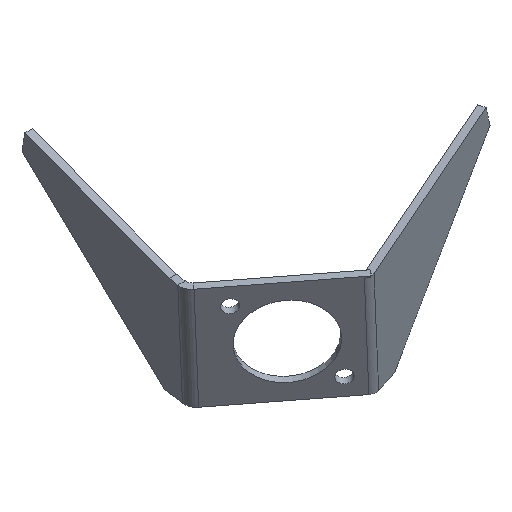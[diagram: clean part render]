
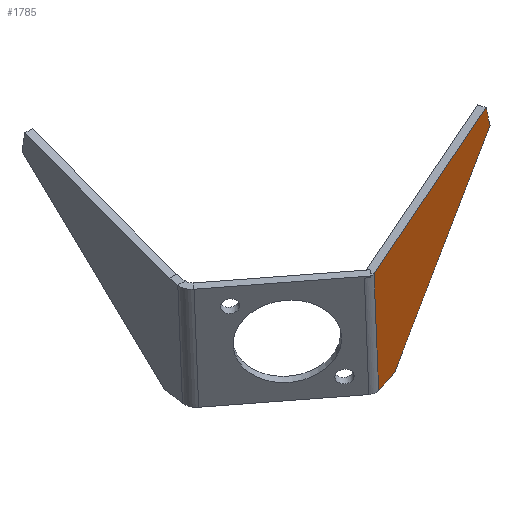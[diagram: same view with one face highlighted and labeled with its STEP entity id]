
A CAD part, top view. The second image highlights one B-rep face of the part: STEP entity #1785.
In plain terms, the highlighted planar face has unit normal (0.862, -0.315, 0.399).
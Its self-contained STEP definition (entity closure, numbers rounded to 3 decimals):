
#259 = CYLINDRICAL_SURFACE('',#260,6.5);
#260 = AXIS2_PLACEMENT_3D('',#261,#262,#263);
#261 = CARTESIAN_POINT('',(43.92,11.599,
    28.627));
#262 = DIRECTION('',(0.03,-0.753,-0.658
    ));
#263 = DIRECTION('',(0.862,-0.315,0.398));
#1561 = VERTEX_POINT('',#1562);
#1562 = CARTESIAN_POINT('',(51.908,-51.314,
    -21.984));
#1671 = PLANE('',#1672);
#1672 = AXIS2_PLACEMENT_3D('',#1673,#1674,#1675);
#1673 = CARTESIAN_POINT('',(53.966,-45.719,
    -28.292));
#1674 = DIRECTION('',(0.03,-0.753,
    -0.658));
#1675 = DIRECTION('',(0.507,0.579,-0.639));
#1686 = EDGE_CURVE('',#1687,#1561,#1689,.T.);
#1687 = VERTEX_POINT('',#1688);
#1688 = CARTESIAN_POINT('',(49.518,9.553,
    31.223));
#1689 = SURFACE_CURVE('',#1690,(#1694,#1723),.PCURVE_S1.);
#1690 = LINE('',#1691,#1692);
#1691 = CARTESIAN_POINT('',(49.518,9.553,
    31.222));
#1692 = VECTOR('',#1693,1.);
#1693 = DIRECTION('',(0.03,-0.753,
    -0.658));
#1694 = PCURVE('',#259,#1695);
#1695 = DEFINITIONAL_REPRESENTATION('',(#1696),#1722);
#1696 = B_SPLINE_CURVE_WITH_KNOTS('',3,(#1697,#1698,#1699,#1700,#1701,
    #1702,#1703,#1704,#1705,#1706,#1707,#1708,#1709,#1710,#1711,#1712,
    #1713,#1714,#1715,#1716,#1717,#1718,#1719,#1720,#1721),
  .UNSPECIFIED.,.F.,.F.,(4,1,1,1,1,1,1,1,1,1,1,1,1,1,1,1,1,1,1,1,1,1,4),
  (-0.001,3.676,7.352,11.028,
    14.705,18.381,22.057,25.734,
    29.41,33.086,36.763,40.439,
    44.115,47.792,51.468,55.144,
    58.821,62.497,66.173,69.85,
    73.526,77.202,80.878),.UNSPECIFIED.);
#1697 = CARTESIAN_POINT('',(0.001,-0.003));
#1698 = CARTESIAN_POINT('',(0.001,1.223));
#1699 = CARTESIAN_POINT('',(0.001,3.674));
#1700 = CARTESIAN_POINT('',(0.001,7.35));
#1701 = CARTESIAN_POINT('',(0.001,11.026));
#1702 = CARTESIAN_POINT('',(0.001,14.703));
#1703 = CARTESIAN_POINT('',(0.001,18.379));
#1704 = CARTESIAN_POINT('',(0.001,22.055));
#1705 = CARTESIAN_POINT('',(0.001,25.732));
#1706 = CARTESIAN_POINT('',(0.001,29.408));
#1707 = CARTESIAN_POINT('',(0.001,33.084));
#1708 = CARTESIAN_POINT('',(0.001,36.761));
#1709 = CARTESIAN_POINT('',(0.001,40.437));
#1710 = CARTESIAN_POINT('',(0.001,44.113));
#1711 = CARTESIAN_POINT('',(0.001,47.79));
#1712 = CARTESIAN_POINT('',(0.001,51.466));
#1713 = CARTESIAN_POINT('',(0.001,55.142));
#1714 = CARTESIAN_POINT('',(0.001,58.819));
#1715 = CARTESIAN_POINT('',(0.001,62.495));
#1716 = CARTESIAN_POINT('',(0.001,66.171));
#1717 = CARTESIAN_POINT('',(0.,69.848));
#1718 = CARTESIAN_POINT('',(0.,73.524));
#1719 = CARTESIAN_POINT('',(0.,77.2));
#1720 = CARTESIAN_POINT('',(0.,79.651));
#1721 = CARTESIAN_POINT('',(0.,80.876));
#1722 = ( GEOMETRIC_REPRESENTATION_CONTEXT(2) 
PARAMETRIC_REPRESENTATION_CONTEXT() REPRESENTATION_CONTEXT('2D SPACE',''
  ) );
#1723 = PCURVE('',#1724,#1729);
#1724 = PLANE('',#1725);
#1725 = AXIS2_PLACEMENT_3D('',#1726,#1727,#1728);
#1726 = CARTESIAN_POINT('',(49.619,-38.607,
    -7.007));
#1727 = DIRECTION('',(0.862,-0.315,0.398));
#1728 = DIRECTION('',(0.03,-0.753,
    -0.658));
#1729 = DEFINITIONAL_REPRESENTATION('',(#1730),#1734);
#1730 = LINE('',#1731,#1732);
#1731 = CARTESIAN_POINT('',(-61.395,3.379));
#1732 = VECTOR('',#1733,1.);
#1733 = DIRECTION('',(1.,0.));
#1734 = ( GEOMETRIC_REPRESENTATION_CONTEXT(2) 
PARAMETRIC_REPRESENTATION_CONTEXT() REPRESENTATION_CONTEXT('2D SPACE',''
  ) );
#1785 = ADVANCED_FACE('',(#1786),#1724,.T.);
#1786 = FACE_BOUND('',#1787,.T.);
#1787 = EDGE_LOOP('',(#1788,#1811,#1839,#1867,#1893));
#1788 = ORIENTED_EDGE('',*,*,#1789,.T.);
#1789 = EDGE_CURVE('',#1561,#1790,#1792,.T.);
#1790 = VERTEX_POINT('',#1791);
#1791 = CARTESIAN_POINT('',(60.331,-41.699,
    -32.605));
#1792 = SURFACE_CURVE('',#1793,(#1797,#1804),.PCURVE_S1.);
#1793 = LINE('',#1794,#1795);
#1794 = CARTESIAN_POINT('',(53.158,-49.887,
    -23.559));
#1795 = VECTOR('',#1796,1.);
#1796 = DIRECTION('',(0.507,0.579,-0.639));
#1797 = PCURVE('',#1724,#1798);
#1798 = DEFINITIONAL_REPRESENTATION('',(#1799),#1803);
#1799 = LINE('',#1800,#1801);
#1800 = CARTESIAN_POINT('',(19.483,5.846));
#1801 = VECTOR('',#1802,1.);
#1802 = DIRECTION('',(0.,1.));
#1803 = ( GEOMETRIC_REPRESENTATION_CONTEXT(2) 
PARAMETRIC_REPRESENTATION_CONTEXT() REPRESENTATION_CONTEXT('2D SPACE',''
  ) );
#1804 = PCURVE('',#1671,#1805);
#1805 = DEFINITIONAL_REPRESENTATION('',(#1806),#1810);
#1806 = LINE('',#1807,#1808);
#1807 = CARTESIAN_POINT('',(-5.846,2.5));
#1808 = VECTOR('',#1809,1.);
#1809 = DIRECTION('',(1.,0.));
#1810 = ( GEOMETRIC_REPRESENTATION_CONTEXT(2) 
PARAMETRIC_REPRESENTATION_CONTEXT() REPRESENTATION_CONTEXT('2D SPACE',''
  ) );
#1811 = ORIENTED_EDGE('',*,*,#1812,.F.);
#1812 = EDGE_CURVE('',#1813,#1790,#1815,.T.);
#1813 = VERTEX_POINT('',#1814);
#1814 = CARTESIAN_POINT('',(110.206,87.524,
    -38.453));
#1815 = SURFACE_CURVE('',#1816,(#1820,#1827),.PCURVE_S1.);
#1816 = LINE('',#1817,#1818);
#1817 = CARTESIAN_POINT('',(110.206,87.524,
    -38.453));
#1818 = VECTOR('',#1819,1.);
#1819 = DIRECTION('',(-0.36,-0.932,
    0.042));
#1820 = PCURVE('',#1724,#1821);
#1821 = DEFINITIONAL_REPRESENTATION('',(#1822),#1826);
#1822 = LINE('',#1823,#1824);
#1823 = CARTESIAN_POINT('',(-72.447,123.774));
#1824 = VECTOR('',#1825,1.);
#1825 = DIRECTION('',(0.663,-0.749));
#1826 = ( GEOMETRIC_REPRESENTATION_CONTEXT(2) 
PARAMETRIC_REPRESENTATION_CONTEXT() REPRESENTATION_CONTEXT('2D SPACE',''
  ) );
#1827 = PCURVE('',#1828,#1833);
#1828 = PLANE('',#1829);
#1829 = AXIS2_PLACEMENT_3D('',#1830,#1831,#1832);
#1830 = CARTESIAN_POINT('',(83.115,23.699,
    -36.525));
#1831 = DIRECTION('',(0.358,-0.18,-0.916));
#1832 = DIRECTION('',(0.36,0.932,-0.042
    ));
#1833 = DEFINITIONAL_REPRESENTATION('',(#1834),#1838);
#1834 = LINE('',#1835,#1836);
#1835 = CARTESIAN_POINT('',(69.318,2.5));
#1836 = VECTOR('',#1837,1.);
#1837 = DIRECTION('',(-1.,0.));
#1838 = ( GEOMETRIC_REPRESENTATION_CONTEXT(2) 
PARAMETRIC_REPRESENTATION_CONTEXT() REPRESENTATION_CONTEXT('2D SPACE',''
  ) );
#1839 = ORIENTED_EDGE('',*,*,#1840,.F.);
#1840 = EDGE_CURVE('',#1841,#1813,#1843,.T.);
#1841 = VERTEX_POINT('',#1842);
#1842 = CARTESIAN_POINT('',(108.145,96.692,
    -26.759));
#1843 = SURFACE_CURVE('',#1844,(#1848,#1855),.PCURVE_S1.);
#1844 = LINE('',#1845,#1846);
#1845 = CARTESIAN_POINT('',(112.731,76.293,
    -52.776));
#1846 = VECTOR('',#1847,1.);
#1847 = DIRECTION('',(0.137,-0.611,-0.779));
#1848 = PCURVE('',#1724,#1849);
#1849 = DEFINITIONAL_REPRESENTATION('',(#1850),#1854);
#1850 = LINE('',#1851,#1852);
#1851 = CARTESIAN_POINT('',(-54.498,127.71));
#1852 = VECTOR('',#1853,1.);
#1853 = DIRECTION('',(0.977,0.214));
#1854 = ( GEOMETRIC_REPRESENTATION_CONTEXT(2) 
PARAMETRIC_REPRESENTATION_CONTEXT() REPRESENTATION_CONTEXT('2D SPACE',''
  ) );
#1855 = PCURVE('',#1856,#1861);
#1856 = PLANE('',#1857);
#1857 = AXIS2_PLACEMENT_3D('',#1858,#1859,#1860);
#1858 = CARTESIAN_POINT('',(107.022,92.894,
    -33.603));
#1859 = DIRECTION('',(0.489,0.726,-0.483));
#1860 = DIRECTION('',(-0.137,0.611,0.779));
#1861 = DEFINITIONAL_REPRESENTATION('',(#1862),#1866);
#1862 = LINE('',#1863,#1864);
#1863 = CARTESIAN_POINT('',(-25.876,2.5));
#1864 = VECTOR('',#1865,1.);
#1865 = DIRECTION('',(-1.,0.));
#1866 = ( GEOMETRIC_REPRESENTATION_CONTEXT(2) 
PARAMETRIC_REPRESENTATION_CONTEXT() REPRESENTATION_CONTEXT('2D SPACE',''
  ) );
#1867 = ORIENTED_EDGE('',*,*,#1868,.F.);
#1868 = EDGE_CURVE('',#1687,#1841,#1869,.T.);
#1869 = SURFACE_CURVE('',#1870,(#1874,#1881),.PCURVE_S1.);
#1870 = LINE('',#1871,#1872);
#1871 = CARTESIAN_POINT('',(60.152,25.361,
    20.707));
#1872 = VECTOR('',#1873,1.);
#1873 = DIRECTION('',(0.489,0.726,-0.483));
#1874 = PCURVE('',#1724,#1875);
#1875 = DEFINITIONAL_REPRESENTATION('',(#1876),#1880);
#1876 = LINE('',#1877,#1878);
#1877 = CARTESIAN_POINT('',(-66.061,24.634));
#1878 = VECTOR('',#1879,1.);
#1879 = DIRECTION('',(-0.214,0.977));
#1880 = ( GEOMETRIC_REPRESENTATION_CONTEXT(2) 
PARAMETRIC_REPRESENTATION_CONTEXT() REPRESENTATION_CONTEXT('2D SPACE',''
  ) );
#1881 = PCURVE('',#1882,#1887);
#1882 = PLANE('',#1883);
#1883 = AXIS2_PLACEMENT_3D('',#1884,#1885,#1886);
#1884 = CARTESIAN_POINT('',(76.674,53.904,
    1.238));
#1885 = DIRECTION('',(0.138,-0.611,-0.779));
#1886 = DIRECTION('',(-0.489,-0.726,0.483));
#1887 = DEFINITIONAL_REPRESENTATION('',(#1888),#1892);
#1888 = LINE('',#1889,#1890);
#1889 = CARTESIAN_POINT('',(38.215,-2.5));
#1890 = VECTOR('',#1891,1.);
#1891 = DIRECTION('',(-1.,0.));
#1892 = ( GEOMETRIC_REPRESENTATION_CONTEXT(2) 
PARAMETRIC_REPRESENTATION_CONTEXT() REPRESENTATION_CONTEXT('2D SPACE',''
  ) );
#1893 = ORIENTED_EDGE('',*,*,#1686,.T.);
